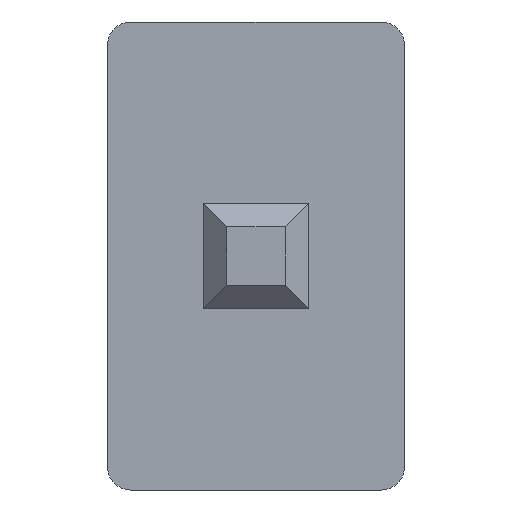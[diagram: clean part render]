
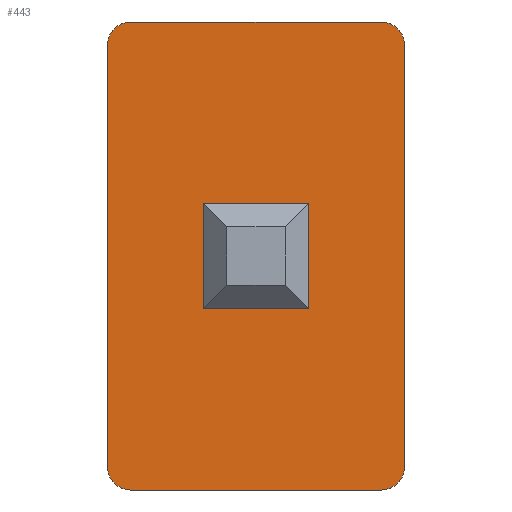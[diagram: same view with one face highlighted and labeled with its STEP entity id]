
A CAD part, front view. The second image highlights one B-rep face of the part: STEP entity #443.
In plain terms, the highlighted planar face has unit normal (0, -1, 0).
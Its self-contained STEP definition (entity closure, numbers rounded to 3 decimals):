
#26=PLANE('',#489);
#49=FACE_OUTER_BOUND('',#77,.T.);
#77=EDGE_LOOP('',(#321,#322,#323,#324,#325,#326,#327,#328));
#105=LINE('',#651,#155);
#108=LINE('',#657,#158);
#109=LINE('',#661,#159);
#110=LINE('',#665,#160);
#155=VECTOR('',#531,10.);
#158=VECTOR('',#536,10.);
#159=VECTOR('',#539,10.);
#160=VECTOR('',#542,10.);
#204=CIRCLE('',#487,0.1);
#205=CIRCLE('',#490,0.1);
#206=CIRCLE('',#491,0.1);
#207=CIRCLE('',#492,0.1);
#213=VERTEX_POINT('',#644);
#214=VERTEX_POINT('',#646);
#215=VERTEX_POINT('',#650);
#217=VERTEX_POINT('',#656);
#218=VERTEX_POINT('',#658);
#219=VERTEX_POINT('',#660);
#220=VERTEX_POINT('',#662);
#221=VERTEX_POINT('',#664);
#253=EDGE_CURVE('',#213,#214,#204,.T.);
#255=EDGE_CURVE('',#215,#214,#105,.T.);
#258=EDGE_CURVE('',#213,#217,#108,.T.);
#259=EDGE_CURVE('',#218,#217,#205,.T.);
#260=EDGE_CURVE('',#218,#219,#109,.T.);
#261=EDGE_CURVE('',#220,#219,#206,.T.);
#262=EDGE_CURVE('',#220,#221,#110,.T.);
#263=EDGE_CURVE('',#215,#221,#207,.T.);
#321=ORIENTED_EDGE('',*,*,#253,.F.);
#322=ORIENTED_EDGE('',*,*,#258,.T.);
#323=ORIENTED_EDGE('',*,*,#259,.F.);
#324=ORIENTED_EDGE('',*,*,#260,.T.);
#325=ORIENTED_EDGE('',*,*,#261,.F.);
#326=ORIENTED_EDGE('',*,*,#262,.T.);
#327=ORIENTED_EDGE('',*,*,#263,.F.);
#328=ORIENTED_EDGE('',*,*,#255,.T.);
#443=ADVANCED_FACE('',(#49),#26,.F.);
#487=AXIS2_PLACEMENT_3D('',#647,#526,#527);
#489=AXIS2_PLACEMENT_3D('',#655,#534,#535);
#490=AXIS2_PLACEMENT_3D('',#659,#537,#538);
#491=AXIS2_PLACEMENT_3D('',#663,#540,#541);
#492=AXIS2_PLACEMENT_3D('',#666,#543,#544);
#526=DIRECTION('center_axis',(0.,1.,0.));
#527=DIRECTION('ref_axis',(0.707,0.,-0.707));
#531=DIRECTION('',(1.,0.,0.));
#534=DIRECTION('center_axis',(0.,1.,0.));
#535=DIRECTION('ref_axis',(1.,0.,0.));
#536=DIRECTION('',(0.,0.,1.));
#537=DIRECTION('center_axis',(0.,1.,0.));
#538=DIRECTION('ref_axis',(0.707,0.,0.707));
#539=DIRECTION('',(-1.,0.,0.));
#540=DIRECTION('center_axis',(0.,1.,0.));
#541=DIRECTION('ref_axis',(-0.707,0.,0.707));
#542=DIRECTION('',(0.,0.,-1.));
#543=DIRECTION('center_axis',(0.,1.,0.));
#544=DIRECTION('ref_axis',(-0.707,0.,-0.707));
#644=CARTESIAN_POINT('',(0.635,0.,-0.9));
#646=CARTESIAN_POINT('',(0.535,0.,-1.));
#647=CARTESIAN_POINT('Origin',(0.535,0.,-0.9));
#650=CARTESIAN_POINT('',(-0.535,0.,-1.));
#651=CARTESIAN_POINT('',(-0.635,0.,-1.));
#655=CARTESIAN_POINT('Origin',(0.,0.,0.));
#656=CARTESIAN_POINT('',(0.635,0.,0.9));
#657=CARTESIAN_POINT('',(0.635,0.,-1.));
#658=CARTESIAN_POINT('',(0.535,0.,1.));
#659=CARTESIAN_POINT('Origin',(0.535,0.,0.9));
#660=CARTESIAN_POINT('',(-0.535,0.,1.));
#661=CARTESIAN_POINT('',(0.635,0.,1.));
#662=CARTESIAN_POINT('',(-0.635,0.,0.9));
#663=CARTESIAN_POINT('Origin',(-0.535,0.,0.9));
#664=CARTESIAN_POINT('',(-0.635,0.,-0.9));
#665=CARTESIAN_POINT('',(-0.635,0.,1.));
#666=CARTESIAN_POINT('Origin',(-0.535,0.,-0.9));
